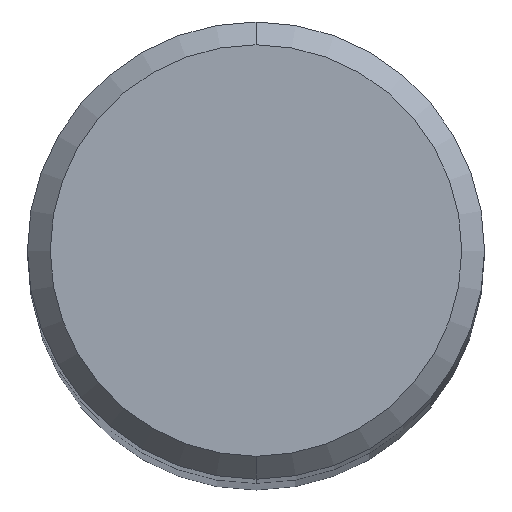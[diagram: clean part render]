
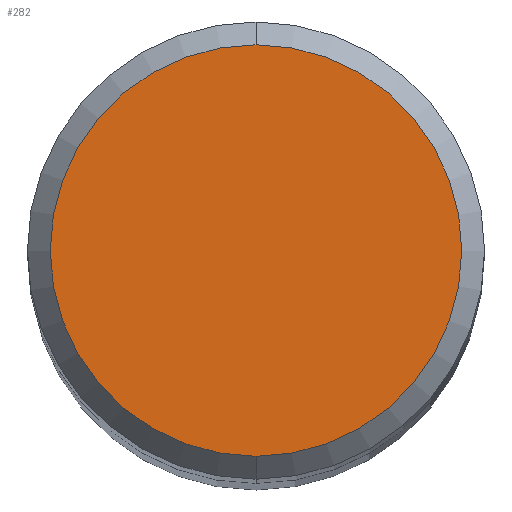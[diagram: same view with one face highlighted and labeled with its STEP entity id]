
A CAD part, top view. The second image highlights one B-rep face of the part: STEP entity #282.
In plain terms, the highlighted planar face has unit normal (0, 0, 1).
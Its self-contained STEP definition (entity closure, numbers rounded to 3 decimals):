
#208=VERTEX_POINT('',#511);
#210=EDGE_CURVE('',#208,#426,#513,.T.);
#256=EDGE_CURVE('',#426,#208,#567,.T.);
#282=ADVANCED_FACE('',(#594),#595,.T.);
#426=VERTEX_POINT('',#754);
#511=CARTESIAN_POINT('',(0.,-5.4,0.0));
#513=CIRCLE('',#888,5.4);
#567=CIRCLE('',#979,5.4);
#594=FACE_OUTER_BOUND('',#1037,.T.);
#595=PLANE('',#1038);
#754=CARTESIAN_POINT('',(0.0,5.4,0.0));
#888=AXIS2_PLACEMENT_3D('',#1513,#1514,#1515);
#979=AXIS2_PLACEMENT_3D('',#1591,#1592,#1593);
#1037=EDGE_LOOP('',(#1610,#1611));
#1038=AXIS2_PLACEMENT_3D('',#1612,#1613,#1614);
#1513=CARTESIAN_POINT('',(0.0,0.0,0.0));
#1514=DIRECTION('',(0.0,0.0,-1.0));
#1515=DIRECTION('',(0.0,1.0,0.0));
#1591=CARTESIAN_POINT('',(0.0,0.0,0.0));
#1592=DIRECTION('',(0.0,0.0,-1.0));
#1593=DIRECTION('',(0.0,1.0,0.0));
#1610=ORIENTED_EDGE('',*,*,#256,.F.);
#1611=ORIENTED_EDGE('',*,*,#210,.F.);
#1612=CARTESIAN_POINT('',(0.0,2.7,0.0));
#1613=DIRECTION('',(-0.0,0.0,1.0));
#1614=DIRECTION('',(0.0,-1.0,0.0));
